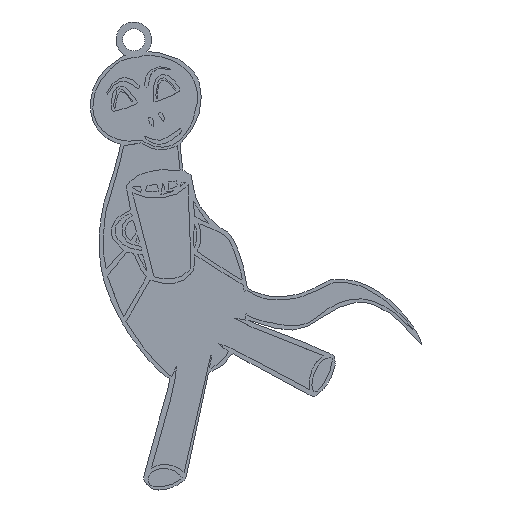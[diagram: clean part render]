
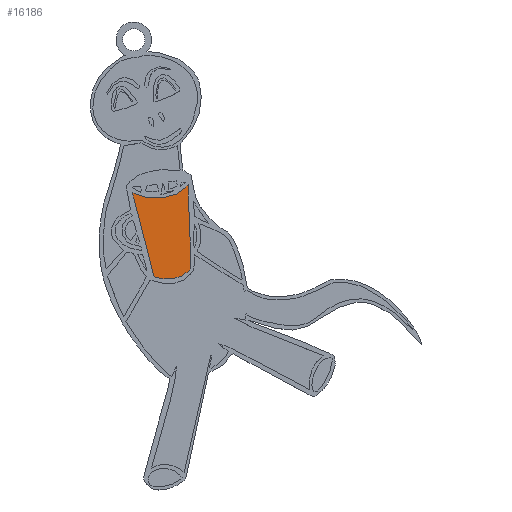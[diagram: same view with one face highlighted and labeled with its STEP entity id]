
A CAD part, top view. The second image highlights one B-rep face of the part: STEP entity #16186.
In plain terms, the highlighted planar face has unit normal (0, 0, 1).
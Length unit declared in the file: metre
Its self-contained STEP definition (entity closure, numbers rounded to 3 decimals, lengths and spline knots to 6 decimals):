
#4153=ORIENTED_EDGE('',*,*,#6747,.T.);
#4154=ORIENTED_EDGE('',*,*,#6748,.T.);
#4155=ORIENTED_EDGE('',*,*,#6749,.T.);
#4156=ORIENTED_EDGE('',*,*,#6750,.T.);
#4157=ORIENTED_EDGE('',*,*,#6751,.F.);
#4158=ORIENTED_EDGE('',*,*,#6752,.T.);
#4159=ORIENTED_EDGE('',*,*,#6753,.T.);
#4160=ORIENTED_EDGE('',*,*,#6754,.T.);
#4161=ORIENTED_EDGE('',*,*,#6755,.T.);
#4162=ORIENTED_EDGE('',*,*,#6756,.T.);
#4163=ORIENTED_EDGE('',*,*,#6757,.F.);
#4164=ORIENTED_EDGE('',*,*,#6758,.T.);
#4165=ORIENTED_EDGE('',*,*,#6759,.T.);
#4166=ORIENTED_EDGE('',*,*,#6760,.T.);
#4167=ORIENTED_EDGE('',*,*,#6761,.T.);
#4168=ORIENTED_EDGE('',*,*,#6762,.F.);
#4169=ORIENTED_EDGE('',*,*,#6763,.F.);
#4170=ORIENTED_EDGE('',*,*,#6764,.F.);
#4171=ORIENTED_EDGE('',*,*,#6765,.F.);
#4172=ORIENTED_EDGE('',*,*,#6766,.F.);
#4173=ORIENTED_EDGE('',*,*,#6767,.F.);
#4174=ORIENTED_EDGE('',*,*,#6768,.T.);
#6747=EDGE_CURVE('',#8363,#8364,#10570,.T.);
#6748=EDGE_CURVE('',#8364,#8365,#10571,.T.);
#6749=EDGE_CURVE('',#8365,#8366,#10572,.T.);
#6750=EDGE_CURVE('',#8366,#8367,#10573,.T.);
#6751=EDGE_CURVE('',#8368,#8367,#10574,.T.);
#6752=EDGE_CURVE('',#8368,#8369,#10575,.T.);
#6753=EDGE_CURVE('',#8369,#8370,#10576,.T.);
#6754=EDGE_CURVE('',#8370,#8371,#10577,.T.);
#6755=EDGE_CURVE('',#8371,#8372,#10578,.T.);
#6756=EDGE_CURVE('',#8372,#8373,#10579,.T.);
#6757=EDGE_CURVE('',#8374,#8373,#10580,.T.);
#6758=EDGE_CURVE('',#8374,#8375,#10581,.T.);
#6759=EDGE_CURVE('',#8375,#8376,#10582,.T.);
#6760=EDGE_CURVE('',#8376,#8377,#10583,.T.);
#6761=EDGE_CURVE('',#8377,#8378,#10584,.T.);
#6762=EDGE_CURVE('',#8379,#8378,#10585,.T.);
#6763=EDGE_CURVE('',#8380,#8379,#10586,.T.);
#6764=EDGE_CURVE('',#8381,#8380,#10587,.T.);
#6765=EDGE_CURVE('',#8382,#8381,#10588,.T.);
#6766=EDGE_CURVE('',#8383,#8382,#10589,.T.);
#6767=EDGE_CURVE('',#8384,#8383,#10590,.T.);
#6768=EDGE_CURVE('',#8384,#8363,#10591,.T.);
#8363=VERTEX_POINT('',#25256);
#8364=VERTEX_POINT('',#25257);
#8365=VERTEX_POINT('',#25259);
#8366=VERTEX_POINT('',#25261);
#8367=VERTEX_POINT('',#25263);
#8368=VERTEX_POINT('',#25265);
#8369=VERTEX_POINT('',#25267);
#8370=VERTEX_POINT('',#25269);
#8371=VERTEX_POINT('',#25271);
#8372=VERTEX_POINT('',#25273);
#8373=VERTEX_POINT('',#25275);
#8374=VERTEX_POINT('',#25277);
#8375=VERTEX_POINT('',#25279);
#8376=VERTEX_POINT('',#25281);
#8377=VERTEX_POINT('',#25283);
#8378=VERTEX_POINT('',#25285);
#8379=VERTEX_POINT('',#25287);
#8380=VERTEX_POINT('',#25289);
#8381=VERTEX_POINT('',#25291);
#8382=VERTEX_POINT('',#25293);
#8383=VERTEX_POINT('',#25295);
#8384=VERTEX_POINT('',#25297);
#10570=LINE('',#25255,#12864);
#10571=LINE('',#25258,#12865);
#10572=LINE('',#25260,#12866);
#10573=LINE('',#25262,#12867);
#10574=LINE('',#25264,#12868);
#10575=LINE('',#25266,#12869);
#10576=LINE('',#25268,#12870);
#10577=LINE('',#25270,#12871);
#10578=LINE('',#25272,#12872);
#10579=LINE('',#25274,#12873);
#10580=LINE('',#25276,#12874);
#10581=LINE('',#25278,#12875);
#10582=LINE('',#25280,#12876);
#10583=LINE('',#25282,#12877);
#10584=LINE('',#25284,#12878);
#10585=LINE('',#25286,#12879);
#10586=LINE('',#25288,#12880);
#10587=LINE('',#25290,#12881);
#10588=LINE('',#25292,#12882);
#10589=LINE('',#25294,#12883);
#10590=LINE('',#25296,#12884);
#10591=LINE('',#25298,#12885);
#12864=VECTOR('',#20619,1.);
#12865=VECTOR('',#20620,1.);
#12866=VECTOR('',#20621,1.);
#12867=VECTOR('',#20622,1.);
#12868=VECTOR('',#20623,1.);
#12869=VECTOR('',#20624,1.);
#12870=VECTOR('',#20625,1.);
#12871=VECTOR('',#20626,1.);
#12872=VECTOR('',#20627,1.);
#12873=VECTOR('',#20628,1.);
#12874=VECTOR('',#20629,1.);
#12875=VECTOR('',#20630,1.);
#12876=VECTOR('',#20631,1.);
#12877=VECTOR('',#20632,1.);
#12878=VECTOR('',#20633,1.);
#12879=VECTOR('',#20634,1.);
#12880=VECTOR('',#20635,1.);
#12881=VECTOR('',#20636,1.);
#12882=VECTOR('',#20637,1.);
#12883=VECTOR('',#20638,1.);
#12884=VECTOR('',#20639,1.);
#12885=VECTOR('',#20640,1.);
#13769=EDGE_LOOP('',(#4153,#4154,#4155,#4156,#4157,#4158,#4159,#4160,#4161,
#4162,#4163,#4164,#4165,#4166,#4167,#4168,#4169,#4170,#4171,#4172,#4173,
#4174));
#14602=FACE_BOUND('',#13769,.T.);
#15396=PLANE('',#16998);
#16186=ADVANCED_FACE('',(#14602),#15396,.T.);
#16998=AXIS2_PLACEMENT_3D('',#25254,#20617,#20618);
#20617=DIRECTION('',(0.,0.,1.));
#20618=DIRECTION('',(1.,0.,0.));
#20619=DIRECTION('',(-0.964,-0.264,0.));
#20620=DIRECTION('',(-1.,0.005,0.));
#20621=DIRECTION('',(-0.949,0.315,0.));
#20622=DIRECTION('',(-0.878,0.479,0.));
#20623=DIRECTION('',(0.449,0.893,0.));
#20624=DIRECTION('',(0.257,-0.967,0.));
#20625=DIRECTION('',(0.249,-0.968,0.));
#20626=DIRECTION('',(0.262,-0.965,0.));
#20627=DIRECTION('',(0.755,-0.656,0.));
#20628=DIRECTION('',(0.966,-0.259,0.));
#20629=DIRECTION('',(-1.,0.01,0.));
#20630=DIRECTION('',(0.999,0.045,0.));
#20631=DIRECTION('',(0.956,0.292,0.));
#20632=DIRECTION('',(0.831,0.557,0.));
#20633=DIRECTION('',(0.707,0.707,0.));
#20634=DIRECTION('',(-0.002,-1.,0.));
#20635=DIRECTION('',(0.034,-0.999,0.));
#20636=DIRECTION('',(0.038,-0.999,0.));
#20637=DIRECTION('',(0.026,-1.,0.));
#20638=DIRECTION('',(0.697,0.717,0.));
#20639=DIRECTION('',(0.604,0.797,0.));
#20640=DIRECTION('',(-0.808,-0.59,0.));
#25254=CARTESIAN_POINT('',(0.026862,-0.26273,0.0048));
#25255=CARTESIAN_POINT('',(0.027189,-0.273929,0.0048));
#25256=CARTESIAN_POINT('',(0.028763,-0.273497,0.0048));
#25257=CARTESIAN_POINT('',(0.025615,-0.27436,0.0048));
#25258=CARTESIAN_POINT('',(0.023928,-0.274352,0.0048));
#25259=CARTESIAN_POINT('',(0.02224,-0.274343,0.0048));
#25260=CARTESIAN_POINT('',(0.020764,-0.273853,0.0048));
#25261=CARTESIAN_POINT('',(0.019287,-0.273363,0.0048));
#25262=CARTESIAN_POINT('',(0.019075,-0.273247,0.0048));
#25263=CARTESIAN_POINT('',(0.018862,-0.273131,0.0048));
#25264=CARTESIAN_POINT('',(0.018846,-0.273163,0.0048));
#25265=CARTESIAN_POINT('',(0.01883,-0.273196,0.0048));
#25266=CARTESIAN_POINT('',(0.019153,-0.274411,0.0048));
#25267=CARTESIAN_POINT('',(0.019475,-0.275626,0.0048));
#25268=CARTESIAN_POINT('',(0.021369,-0.28298,0.0048));
#25269=CARTESIAN_POINT('',(0.023263,-0.290335,0.0048));
#25270=CARTESIAN_POINT('',(0.023451,-0.291027,0.0048));
#25271=CARTESIAN_POINT('',(0.02364,-0.29172,0.0048));
#25272=CARTESIAN_POINT('',(0.023882,-0.29193,0.0048));
#25273=CARTESIAN_POINT('',(0.024124,-0.29214,0.0048));
#25274=CARTESIAN_POINT('',(0.024804,-0.292323,0.0048));
#25275=CARTESIAN_POINT('',(0.025485,-0.292505,0.0048));
#25276=CARTESIAN_POINT('',(0.026581,-0.292517,0.0048));
#25277=CARTESIAN_POINT('',(0.027677,-0.292528,0.0048));
#25278=CARTESIAN_POINT('',(0.027786,-0.292523,0.0048));
#25279=CARTESIAN_POINT('',(0.027894,-0.292518,0.0048));
#25280=CARTESIAN_POINT('',(0.028871,-0.29222,0.0048));
#25281=CARTESIAN_POINT('',(0.029847,-0.291922,0.0048));
#25282=CARTESIAN_POINT('',(0.030625,-0.291401,0.0048));
#25283=CARTESIAN_POINT('',(0.031403,-0.290879,0.0048));
#25284=CARTESIAN_POINT('',(0.031692,-0.29059,0.0048));
#25285=CARTESIAN_POINT('',(0.031981,-0.290301,0.0048));
#25286=CARTESIAN_POINT('',(0.031983,-0.289484,0.0048));
#25287=CARTESIAN_POINT('',(0.031984,-0.288668,0.0048));
#25288=CARTESIAN_POINT('',(0.031885,-0.285773,0.0048));
#25289=CARTESIAN_POINT('',(0.031786,-0.282878,0.0048));
#25290=CARTESIAN_POINT('',(0.031637,-0.278986,0.0048));
#25291=CARTESIAN_POINT('',(0.031488,-0.275094,0.0048));
#25292=CARTESIAN_POINT('',(0.031439,-0.273237,0.0048));
#25293=CARTESIAN_POINT('',(0.031391,-0.271379,0.0048));
#25294=CARTESIAN_POINT('',(0.031128,-0.271649,0.0048));
#25295=CARTESIAN_POINT('',(0.030866,-0.271919,0.0048));
#25296=CARTESIAN_POINT('',(0.030829,-0.271967,0.0048));
#25297=CARTESIAN_POINT('',(0.030792,-0.272016,0.0048));
#25298=CARTESIAN_POINT('',(0.029777,-0.272757,0.0048));
